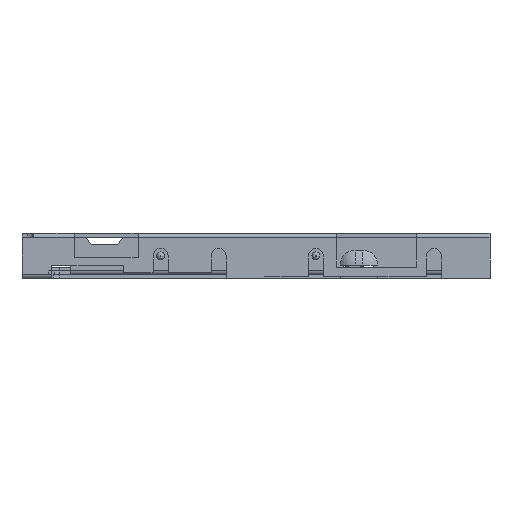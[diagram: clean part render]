
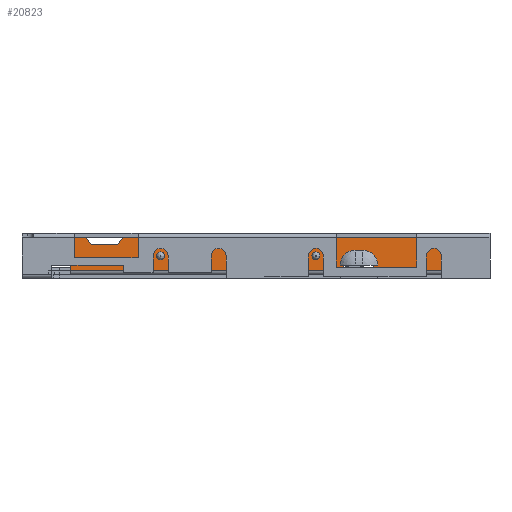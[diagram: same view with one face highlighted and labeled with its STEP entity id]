
A CAD part, left-side view. The second image highlights one B-rep face of the part: STEP entity #20823.
In plain terms, the highlighted planar face has unit normal (-1, 0, 0).
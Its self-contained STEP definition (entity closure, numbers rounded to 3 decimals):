
#90=CIRCLE('',#21909,0.405);
#91=CIRCLE('',#21910,0.405);
#92=CIRCLE('',#21911,0.105);
#93=CIRCLE('',#21912,0.105);
#573=FACE_BOUND('',#2075,.T.);
#574=FACE_BOUND('',#2076,.T.);
#1039=FACE_OUTER_BOUND('',#2074,.T.);
#2074=EDGE_LOOP('',(#15709,#15710,#15711,#15712,#15713,#15714,#15715,#15716,
#15717,#15718,#15719,#15720,#15721,#15722,#15723,#15724,#15725,#15726,#15727,
#15728,#15729,#15730,#15731));
#2075=EDGE_LOOP('',(#15732));
#2076=EDGE_LOOP('',(#15733));
#3978=LINE('',#30858,#6651);
#3979=LINE('',#30860,#6652);
#3980=LINE('',#30862,#6653);
#3981=LINE('',#30864,#6654);
#3982=LINE('',#30866,#6655);
#3983=LINE('',#30868,#6656);
#3984=LINE('',#30870,#6657);
#3985=LINE('',#30872,#6658);
#3986=LINE('',#30874,#6659);
#3987=LINE('',#30876,#6660);
#3988=LINE('',#30878,#6661);
#3989=LINE('',#30880,#6662);
#3990=LINE('',#30882,#6663);
#3991=LINE('',#30884,#6664);
#3992=LINE('',#30886,#6665);
#3993=LINE('',#30888,#6666);
#3994=LINE('',#30890,#6667);
#3995=LINE('',#30892,#6668);
#3996=LINE('',#30894,#6669);
#3997=LINE('',#30896,#6670);
#3998=LINE('',#30900,#6671);
#6651=VECTOR('',#25038,1000.);
#6652=VECTOR('',#25039,1000.);
#6653=VECTOR('',#25040,1000.);
#6654=VECTOR('',#25041,1000.);
#6655=VECTOR('',#25042,1000.);
#6656=VECTOR('',#25043,1000.);
#6657=VECTOR('',#25044,1000.);
#6658=VECTOR('',#25045,1000.);
#6659=VECTOR('',#25046,1000.);
#6660=VECTOR('',#25047,1000.);
#6661=VECTOR('',#25048,1000.);
#6662=VECTOR('',#25049,1000.);
#6663=VECTOR('',#25050,1000.);
#6664=VECTOR('',#25051,1000.);
#6665=VECTOR('',#25052,1000.);
#6666=VECTOR('',#25053,1000.);
#6667=VECTOR('',#25054,1000.);
#6668=VECTOR('',#25055,1000.);
#6669=VECTOR('',#25056,1000.);
#6670=VECTOR('',#25057,1000.);
#6671=VECTOR('',#25060,1000.);
#8909=VERTEX_POINT('',#30856);
#8910=VERTEX_POINT('',#30857);
#8911=VERTEX_POINT('',#30859);
#8912=VERTEX_POINT('',#30861);
#8913=VERTEX_POINT('',#30863);
#8914=VERTEX_POINT('',#30865);
#8915=VERTEX_POINT('',#30867);
#8916=VERTEX_POINT('',#30869);
#8917=VERTEX_POINT('',#30871);
#8918=VERTEX_POINT('',#30873);
#8919=VERTEX_POINT('',#30875);
#8920=VERTEX_POINT('',#30877);
#8921=VERTEX_POINT('',#30879);
#8922=VERTEX_POINT('',#30881);
#8923=VERTEX_POINT('',#30883);
#8924=VERTEX_POINT('',#30885);
#8925=VERTEX_POINT('',#30887);
#8926=VERTEX_POINT('',#30889);
#8927=VERTEX_POINT('',#30891);
#8928=VERTEX_POINT('',#30893);
#8929=VERTEX_POINT('',#30895);
#8930=VERTEX_POINT('',#30897);
#8931=VERTEX_POINT('',#30899);
#8932=VERTEX_POINT('',#30902);
#8933=VERTEX_POINT('',#30904);
#11358=EDGE_CURVE('',#8909,#8910,#3978,.T.);
#11359=EDGE_CURVE('',#8910,#8911,#3979,.T.);
#11360=EDGE_CURVE('',#8911,#8912,#3980,.T.);
#11361=EDGE_CURVE('',#8912,#8913,#3981,.T.);
#11362=EDGE_CURVE('',#8913,#8914,#3982,.T.);
#11363=EDGE_CURVE('',#8914,#8915,#3983,.T.);
#11364=EDGE_CURVE('',#8915,#8916,#3984,.T.);
#11365=EDGE_CURVE('',#8916,#8917,#3985,.T.);
#11366=EDGE_CURVE('',#8917,#8918,#3986,.T.);
#11367=EDGE_CURVE('',#8918,#8919,#3987,.T.);
#11368=EDGE_CURVE('',#8919,#8920,#3988,.T.);
#11369=EDGE_CURVE('',#8920,#8921,#3989,.T.);
#11370=EDGE_CURVE('',#8921,#8922,#3990,.T.);
#11371=EDGE_CURVE('',#8922,#8923,#3991,.T.);
#11372=EDGE_CURVE('',#8923,#8924,#3992,.T.);
#11373=EDGE_CURVE('',#8924,#8925,#3993,.T.);
#11374=EDGE_CURVE('',#8925,#8926,#3994,.T.);
#11375=EDGE_CURVE('',#8926,#8927,#3995,.T.);
#11376=EDGE_CURVE('',#8927,#8928,#3996,.T.);
#11377=EDGE_CURVE('',#8928,#8929,#3997,.T.);
#11378=EDGE_CURVE('',#8930,#8929,#90,.T.);
#11379=EDGE_CURVE('',#8930,#8931,#3998,.T.);
#11380=EDGE_CURVE('',#8931,#8909,#91,.T.);
#11381=EDGE_CURVE('',#8932,#8932,#92,.F.);
#11382=EDGE_CURVE('',#8933,#8933,#93,.F.);
#15709=ORIENTED_EDGE('',*,*,#11358,.T.);
#15710=ORIENTED_EDGE('',*,*,#11359,.T.);
#15711=ORIENTED_EDGE('',*,*,#11360,.T.);
#15712=ORIENTED_EDGE('',*,*,#11361,.T.);
#15713=ORIENTED_EDGE('',*,*,#11362,.T.);
#15714=ORIENTED_EDGE('',*,*,#11363,.T.);
#15715=ORIENTED_EDGE('',*,*,#11364,.T.);
#15716=ORIENTED_EDGE('',*,*,#11365,.T.);
#15717=ORIENTED_EDGE('',*,*,#11366,.T.);
#15718=ORIENTED_EDGE('',*,*,#11367,.T.);
#15719=ORIENTED_EDGE('',*,*,#11368,.T.);
#15720=ORIENTED_EDGE('',*,*,#11369,.T.);
#15721=ORIENTED_EDGE('',*,*,#11370,.T.);
#15722=ORIENTED_EDGE('',*,*,#11371,.T.);
#15723=ORIENTED_EDGE('',*,*,#11372,.T.);
#15724=ORIENTED_EDGE('',*,*,#11373,.T.);
#15725=ORIENTED_EDGE('',*,*,#11374,.T.);
#15726=ORIENTED_EDGE('',*,*,#11375,.T.);
#15727=ORIENTED_EDGE('',*,*,#11376,.T.);
#15728=ORIENTED_EDGE('',*,*,#11377,.T.);
#15729=ORIENTED_EDGE('',*,*,#11378,.F.);
#15730=ORIENTED_EDGE('',*,*,#11379,.T.);
#15731=ORIENTED_EDGE('',*,*,#11380,.T.);
#15732=ORIENTED_EDGE('',*,*,#11381,.T.);
#15733=ORIENTED_EDGE('',*,*,#11382,.T.);
#19521=PLANE('',#21908);
#20823=ADVANCED_FACE('',(#1039,#573,#574),#19521,.T.);
#21908=AXIS2_PLACEMENT_3D('',#30855,#25036,#25037);
#21909=AXIS2_PLACEMENT_3D('',#30898,#25058,#25059);
#21910=AXIS2_PLACEMENT_3D('',#30901,#25061,#25062);
#21911=AXIS2_PLACEMENT_3D('',#30903,#25063,#25064);
#21912=AXIS2_PLACEMENT_3D('',#30905,#25065,#25066);
#25036=DIRECTION('center_axis',(-1.,0.,0.));
#25037=DIRECTION('ref_axis',(0.,0.,1.));
#25038=DIRECTION('',(0.,1.,0.));
#25039=DIRECTION('',(0.,0.,-1.));
#25040=DIRECTION('',(0.,-1.,0.));
#25041=DIRECTION('',(0.,0.,1.));
#25042=DIRECTION('',(0.,0.707,0.707));
#25043=DIRECTION('',(0.,1.,0.));
#25044=DIRECTION('',(0.,0.6,-0.8));
#25045=DIRECTION('',(0.,1.,0.));
#25046=DIRECTION('',(0.,0.6,0.8));
#25047=DIRECTION('',(0.,1.,0.));
#25048=DIRECTION('',(0.,0.6,-0.8));
#25049=DIRECTION('',(0.,1.,0.));
#25050=DIRECTION('',(0.,0.6,0.8));
#25051=DIRECTION('',(0.,1.,0.));
#25052=DIRECTION('',(0.,0.,-1.));
#25053=DIRECTION('',(0.,-1.,0.));
#25054=DIRECTION('',(0.,0.,-1.));
#25055=DIRECTION('',(0.,-1.,0.));
#25056=DIRECTION('',(0.,0.,1.));
#25057=DIRECTION('',(0.,1.,0.));
#25058=DIRECTION('center_axis',(-1.,0.,0.));
#25059=DIRECTION('ref_axis',(0.,0.,-1.));
#25060=DIRECTION('',(0.,-1.,0.));
#25061=DIRECTION('center_axis',(1.,0.,0.));
#25062=DIRECTION('ref_axis',(0.,0.,-1.));
#25063=DIRECTION('center_axis',(-1.,0.,0.));
#25064=DIRECTION('ref_axis',(0.,0.,1.));
#25065=DIRECTION('center_axis',(-1.,0.,0.));
#25066=DIRECTION('ref_axis',(0.,0.,1.));
#30855=CARTESIAN_POINT('Origin',(-4.55,0.,0.1));
#30856=CARTESIAN_POINT('',(-4.55,-3.253,0.35));
#30857=CARTESIAN_POINT('',(-4.55,-3.15,0.35));
#30858=CARTESIAN_POINT('',(-4.55,-3.253,0.35));
#30859=CARTESIAN_POINT('',(-4.55,-3.15,0.21));
#30860=CARTESIAN_POINT('',(-4.55,-3.15,0.35));
#30861=CARTESIAN_POINT('',(-4.55,-5.65,0.21));
#30862=CARTESIAN_POINT('',(-4.55,5.15,0.21));
#30863=CARTESIAN_POINT('',(-4.55,-5.65,0.9));
#30864=CARTESIAN_POINT('',(-4.55,-5.65,0.176));
#30865=CARTESIAN_POINT('',(-4.55,-5.45,1.1));
#30866=CARTESIAN_POINT('',(-4.55,-5.65,0.9));
#30867=CARTESIAN_POINT('',(-4.55,-1.75,1.1));
#30868=CARTESIAN_POINT('',(-4.55,-5.65,1.1));
#30869=CARTESIAN_POINT('',(-4.55,-1.6,0.9));
#30870=CARTESIAN_POINT('',(-4.55,-1.75,1.1));
#30871=CARTESIAN_POINT('',(-4.55,1.6,0.9));
#30872=CARTESIAN_POINT('',(-4.55,-1.6,0.9));
#30873=CARTESIAN_POINT('',(-4.55,1.75,1.1));
#30874=CARTESIAN_POINT('',(-4.55,1.6,0.9));
#30875=CARTESIAN_POINT('',(-4.55,3.55,1.1));
#30876=CARTESIAN_POINT('',(-4.55,-5.65,1.1));
#30877=CARTESIAN_POINT('',(-4.55,3.7,0.9));
#30878=CARTESIAN_POINT('',(-4.55,3.55,1.1));
#30879=CARTESIAN_POINT('',(-4.55,4.4,0.9));
#30880=CARTESIAN_POINT('',(-4.55,3.7,0.9));
#30881=CARTESIAN_POINT('',(-4.55,4.55,1.1));
#30882=CARTESIAN_POINT('',(-4.55,4.4,0.9));
#30883=CARTESIAN_POINT('',(-4.55,5.15,1.1));
#30884=CARTESIAN_POINT('',(-4.55,-5.65,1.1));
#30885=CARTESIAN_POINT('',(-4.55,5.15,0.6));
#30886=CARTESIAN_POINT('',(-4.55,5.15,1.1));
#30887=CARTESIAN_POINT('',(-4.55,4.95,0.6));
#30888=CARTESIAN_POINT('',(-4.55,6.15,0.6));
#30889=CARTESIAN_POINT('',(-4.55,4.95,0.21));
#30890=CARTESIAN_POINT('',(-4.55,4.95,0.6));
#30891=CARTESIAN_POINT('',(-4.55,-2.35,0.21));
#30892=CARTESIAN_POINT('',(-4.55,5.15,0.21));
#30893=CARTESIAN_POINT('',(-4.55,-2.35,0.35));
#30894=CARTESIAN_POINT('',(-4.55,-2.35,0.1));
#30895=CARTESIAN_POINT('',(-4.55,-2.247,0.35));
#30896=CARTESIAN_POINT('',(-4.55,-3.253,0.35));
#30897=CARTESIAN_POINT('',(-4.55,-2.652,0.755));
#30898=CARTESIAN_POINT('Origin',(-4.55,-2.652,0.35));
#30899=CARTESIAN_POINT('',(-4.55,-2.848,0.755));
#30900=CARTESIAN_POINT('',(-4.55,-2.652,0.755));
#30901=CARTESIAN_POINT('Origin',(-4.55,-2.848,0.35));
#30902=CARTESIAN_POINT('',(-4.55,2.55,0.705));
#30903=CARTESIAN_POINT('Origin',(-4.55,2.55,0.6));
#30904=CARTESIAN_POINT('',(-4.55,-1.6,0.705));
#30905=CARTESIAN_POINT('Origin',(-4.55,-1.6,0.6));
